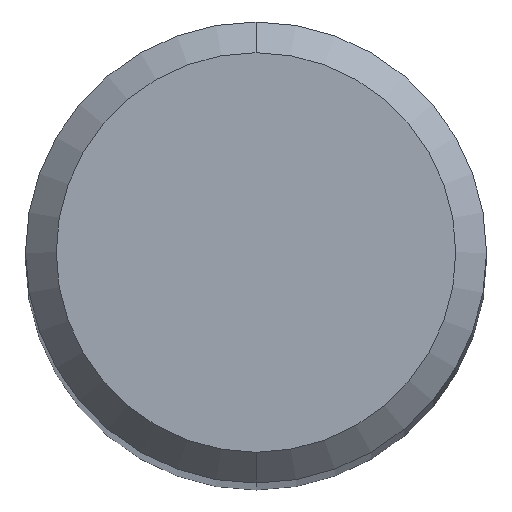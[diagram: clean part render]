
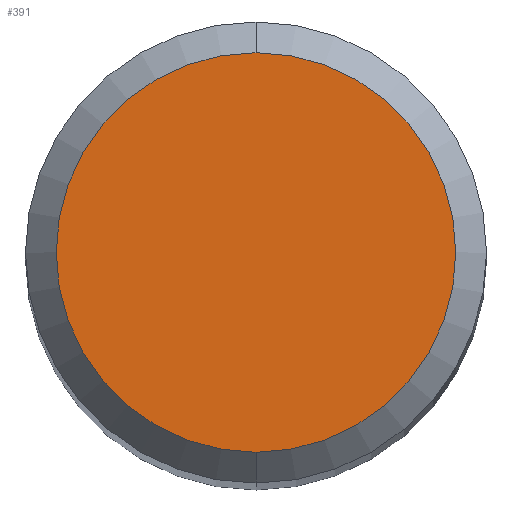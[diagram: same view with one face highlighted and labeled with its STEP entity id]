
A CAD part, top view. The second image highlights one B-rep face of the part: STEP entity #391.
In plain terms, the highlighted planar face has unit normal (0, 0, 1).
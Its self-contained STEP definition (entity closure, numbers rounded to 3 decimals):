
#335=VERTEX_POINT('',#656);
#369=EDGE_CURVE('',#451,#335,#696,.T.);
#387=EDGE_CURVE('',#335,#451,#717,.T.);
#391=ADVANCED_FACE('',(#722),#723,.T.);
#451=VERTEX_POINT('',#787);
#656=CARTESIAN_POINT('',(0.,-2.6,0.0));
#696=CIRCLE('',#1253,2.6);
#717=CIRCLE('',#1308,2.6);
#722=FACE_OUTER_BOUND('',#1313,.T.);
#723=PLANE('',#1314);
#787=CARTESIAN_POINT('',(0.0,2.6,0.0));
#1253=AXIS2_PLACEMENT_3D('',#1680,#1681,#1682);
#1308=AXIS2_PLACEMENT_3D('',#1716,#1717,#1718);
#1313=EDGE_LOOP('',(#1728,#1729));
#1314=AXIS2_PLACEMENT_3D('',#1730,#1731,#1732);
#1680=CARTESIAN_POINT('',(0.0,0.0,0.0));
#1681=DIRECTION('',(0.0,0.0,-1.0));
#1682=DIRECTION('',(0.0,1.0,0.0));
#1716=CARTESIAN_POINT('',(0.0,0.0,0.0));
#1717=DIRECTION('',(0.0,0.0,-1.0));
#1718=DIRECTION('',(0.0,1.0,0.0));
#1728=ORIENTED_EDGE('',*,*,#369,.F.);
#1729=ORIENTED_EDGE('',*,*,#387,.F.);
#1730=CARTESIAN_POINT('',(0.0,1.3,0.0));
#1731=DIRECTION('',(-0.0,0.0,1.0));
#1732=DIRECTION('',(0.0,-1.0,0.0));
